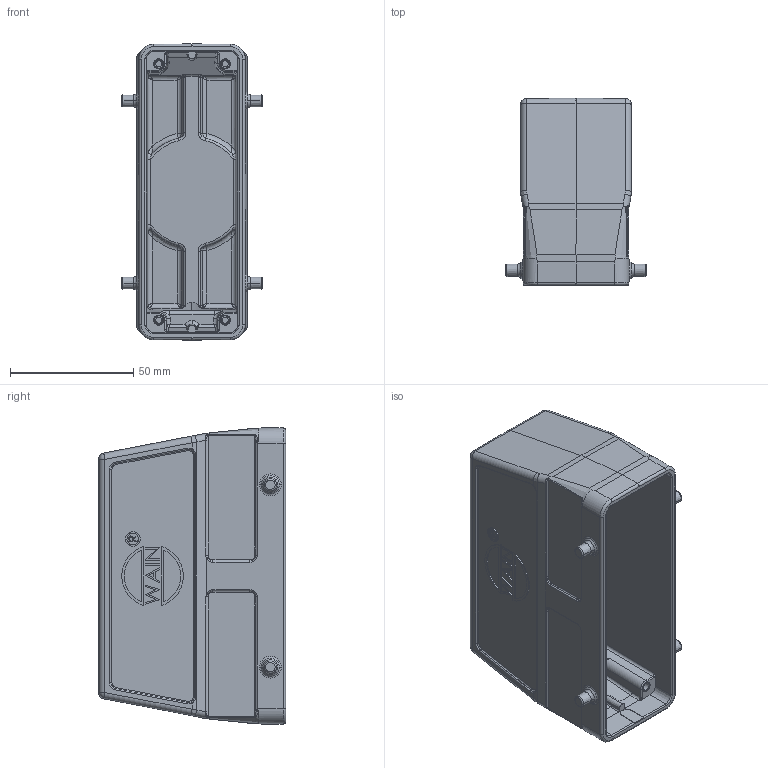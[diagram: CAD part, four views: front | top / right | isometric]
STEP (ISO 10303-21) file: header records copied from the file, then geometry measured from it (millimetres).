
FILE_DESCRIPTION((''),'2;1');
FILE_NAME('3D_1110245305012_H24B-SEH-4B-PG','2019-02-26T',('sh.ye'),(''),'PRO/ENGINEER BY PARAMETRIC TECHNOLOGY CORPORATION, 2015240','PRO/ENGINEER BY PARAMETRIC TECHNOLOGY CORPORATION, 2015240','');
FILE_SCHEMA(('AUTOMOTIVE_DESIGN { 1 0 10303 214 1 1 1 1 }'));
Length unit declared in the file: millimetre
Products named in the file (1): 3D_1110245305012_H24B-SEH-4B-PG
Bounding box: 57 x 76 x 120.2 mm (x, y, z)
Volume: 90159.1 mm3; surface area: 52472.9 mm2
Topology: 1 solids, 1 shells, 714 faces, 1745 edges, 1042 vertices
Faces by surface type: plane 235, cylinder 192, bspline 138, torus 85, cone 46, extrusion 10, sphere 8
Entity records: 29178 total; most frequent: CARTESIAN_POINT 13386, ORIENTED_EDGE 3434, DIRECTION 2962, EDGE_CURVE 1717, AXIS2_PLACEMENT_3D 1085, VERTEX_POINT 1042, VECTOR 792, LINE 782
